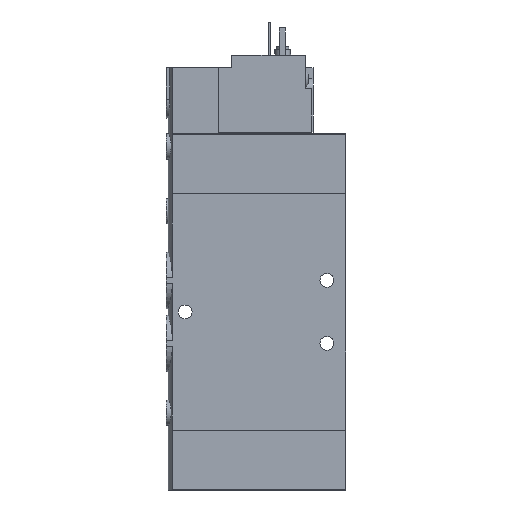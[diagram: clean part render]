
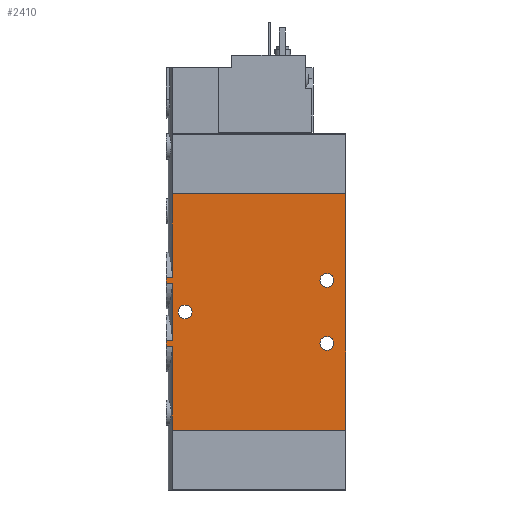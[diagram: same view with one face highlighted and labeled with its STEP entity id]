
A CAD part, left-side view. The second image highlights one B-rep face of the part: STEP entity #2410.
In plain terms, the highlighted face is planar.
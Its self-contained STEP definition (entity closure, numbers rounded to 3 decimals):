
#68=PLANE('',#2624);
#195=CIRCLE('',#2612,2.2);
#197=CIRCLE('',#2615,2.2);
#202=CIRCLE('',#2625,2.2);
#356=ORIENTED_EDGE('',*,*,#983,.T.);
#357=ORIENTED_EDGE('',*,*,#1008,.T.);
#358=ORIENTED_EDGE('',*,*,#999,.F.);
#359=ORIENTED_EDGE('',*,*,#972,.T.);
#360=ORIENTED_EDGE('',*,*,#985,.T.);
#361=ORIENTED_EDGE('',*,*,#974,.T.);
#362=ORIENTED_EDGE('',*,*,#1003,.F.);
#363=ORIENTED_EDGE('',*,*,#964,.T.);
#364=ORIENTED_EDGE('',*,*,#988,.T.);
#365=ORIENTED_EDGE('',*,*,#966,.T.);
#366=ORIENTED_EDGE('',*,*,#995,.F.);
#367=ORIENTED_EDGE('',*,*,#1009,.F.);
#368=ORIENTED_EDGE('',*,*,#993,.F.);
#369=ORIENTED_EDGE('',*,*,#991,.F.);
#370=ORIENTED_EDGE('',*,*,#1010,.F.);
#964=EDGE_CURVE('',#1301,#1300,#1534,.F.);
#966=EDGE_CURVE('',#1302,#1303,#1535,.T.);
#972=EDGE_CURVE('',#1309,#1308,#1538,.F.);
#974=EDGE_CURVE('',#1310,#1311,#1539,.T.);
#983=EDGE_CURVE('',#1320,#1319,#1543,.T.);
#985=EDGE_CURVE('',#1308,#1310,#1545,.T.);
#988=EDGE_CURVE('',#1300,#1302,#1547,.T.);
#991=EDGE_CURVE('',#1323,#1323,#195,.F.);
#993=EDGE_CURVE('',#1325,#1325,#197,.F.);
#995=EDGE_CURVE('',#1327,#1303,#1549,.T.);
#999=EDGE_CURVE('',#1309,#1330,#1551,.T.);
#1003=EDGE_CURVE('',#1301,#1311,#1553,.T.);
#1008=EDGE_CURVE('',#1319,#1330,#1557,.T.);
#1009=EDGE_CURVE('',#1320,#1327,#1558,.T.);
#1010=EDGE_CURVE('',#1334,#1334,#202,.F.);
#1300=VERTEX_POINT('',#3600);
#1301=VERTEX_POINT('',#3602);
#1302=VERTEX_POINT('',#3615);
#1303=VERTEX_POINT('',#3616);
#1308=VERTEX_POINT('',#3637);
#1309=VERTEX_POINT('',#3639);
#1310=VERTEX_POINT('',#3652);
#1311=VERTEX_POINT('',#3653);
#1319=VERTEX_POINT('',#3679);
#1320=VERTEX_POINT('',#3681);
#1323=VERTEX_POINT('',#3695);
#1325=VERTEX_POINT('',#3700);
#1327=VERTEX_POINT('',#3705);
#1330=VERTEX_POINT('',#3724);
#1334=VERTEX_POINT('',#3752);
#1534=LINE('',#3601,#1718);
#1535=LINE('',#3614,#1719);
#1538=LINE('',#3638,#1722);
#1539=LINE('',#3651,#1723);
#1543=LINE('',#3680,#1727);
#1545=LINE('',#3684,#1729);
#1547=LINE('',#3689,#1731);
#1549=LINE('',#3704,#1733);
#1551=LINE('',#3723,#1735);
#1553=LINE('',#3741,#1737);
#1557=LINE('',#3749,#1741);
#1558=LINE('',#3750,#1742);
#1718=VECTOR('',#2873,1000.);
#1719=VECTOR('',#2876,1000.);
#1722=VECTOR('',#2885,1000.);
#1723=VECTOR('',#2888,1000.);
#1727=VECTOR('',#2902,1000.);
#1729=VECTOR('',#2906,1000.);
#1731=VECTOR('',#2912,1000.);
#1733=VECTOR('',#2930,1000.);
#1735=VECTOR('',#2936,1000.);
#1737=VECTOR('',#2942,1000.);
#1741=VECTOR('',#2952,1000.);
#1742=VECTOR('',#2953,1000.);
#1926=EDGE_LOOP('',(#356,#357,#358,#359,#360,#361,#362,#363,#364,#365,#366,
#367));
#1927=EDGE_LOOP('',(#368));
#1928=EDGE_LOOP('',(#369));
#1929=EDGE_LOOP('',(#370));
#2145=FACE_BOUND('',#1926,.T.);
#2146=FACE_BOUND('',#1927,.T.);
#2147=FACE_BOUND('',#1928,.T.);
#2148=FACE_BOUND('',#1929,.T.);
#2410=ADVANCED_FACE('',(#2145,#2146,#2147,#2148),#68,.F.);
#2612=AXIS2_PLACEMENT_3D('',#3694,#2918,#2919);
#2615=AXIS2_PLACEMENT_3D('',#3699,#2924,#2925);
#2624=AXIS2_PLACEMENT_3D('',#3748,#2950,#2951);
#2625=AXIS2_PLACEMENT_3D('',#3751,#2954,#2955);
#2873=DIRECTION('',(0.,-1.,0.));
#2876=DIRECTION('',(0.,-1.,0.));
#2885=DIRECTION('',(0.,-1.,0.));
#2888=DIRECTION('',(0.,-1.,0.));
#2902=DIRECTION('',(-1.,0.,0.));
#2906=DIRECTION('',(1.,0.,0.));
#2912=DIRECTION('',(1.,0.,0.));
#2918=DIRECTION('',(0.,0.,1.));
#2919=DIRECTION('',(1.,0.,0.));
#2924=DIRECTION('',(0.,0.,1.));
#2925=DIRECTION('',(1.,0.,0.));
#2930=DIRECTION('',(-1.,0.,0.));
#2936=DIRECTION('',(-1.,0.,0.));
#2942=DIRECTION('',(-1.,0.,0.));
#2950=DIRECTION('',(0.,0.,1.));
#2951=DIRECTION('',(1.,0.,0.));
#2952=DIRECTION('',(0.,1.,0.));
#2953=DIRECTION('',(0.,1.,0.));
#2954=DIRECTION('',(0.,0.,1.));
#2955=DIRECTION('',(1.,0.,0.));
#3600=CARTESIAN_POINT('',(46.55,57.,-9.));
#3601=CARTESIAN_POINT('',(46.55,0.,-9.));
#3602=CARTESIAN_POINT('',(46.55,55.018,-9.));
#3614=CARTESIAN_POINT('',(48.45,0.,-9.));
#3615=CARTESIAN_POINT('',(48.45,57.,-9.));
#3616=CARTESIAN_POINT('',(48.45,55.018,-9.));
#3637=CARTESIAN_POINT('',(26.55,57.,-9.));
#3638=CARTESIAN_POINT('',(26.55,0.,-9.));
#3639=CARTESIAN_POINT('',(26.55,55.018,-9.));
#3651=CARTESIAN_POINT('',(28.45,0.,-9.));
#3652=CARTESIAN_POINT('',(28.45,57.,-9.));
#3653=CARTESIAN_POINT('',(28.45,55.018,-9.));
#3679=CARTESIAN_POINT('',(0.,0.,-9.));
#3680=CARTESIAN_POINT('',(75.,0.,-9.));
#3681=CARTESIAN_POINT('',(75.,0.,-9.));
#3684=CARTESIAN_POINT('',(27.5,57.,-9.));
#3689=CARTESIAN_POINT('',(47.5,57.,-9.));
#3694=CARTESIAN_POINT('',(27.5,6.,-9.));
#3695=CARTESIAN_POINT('',(29.7,6.,-9.));
#3699=CARTESIAN_POINT('',(47.5,6.,-9.));
#3700=CARTESIAN_POINT('',(49.7,6.,-9.));
#3704=CARTESIAN_POINT('',(75.,55.018,-9.));
#3705=CARTESIAN_POINT('',(75.,55.018,-9.));
#3723=CARTESIAN_POINT('',(75.,55.018,-9.));
#3724=CARTESIAN_POINT('',(0.,55.018,-9.));
#3741=CARTESIAN_POINT('',(75.,55.018,-9.));
#3748=CARTESIAN_POINT('',(75.,0.,-9.));
#3749=CARTESIAN_POINT('',(0.,0.,-9.));
#3750=CARTESIAN_POINT('',(75.,0.,-9.));
#3751=CARTESIAN_POINT('',(37.5,51.,-9.));
#3752=CARTESIAN_POINT('',(39.7,51.,-9.));
